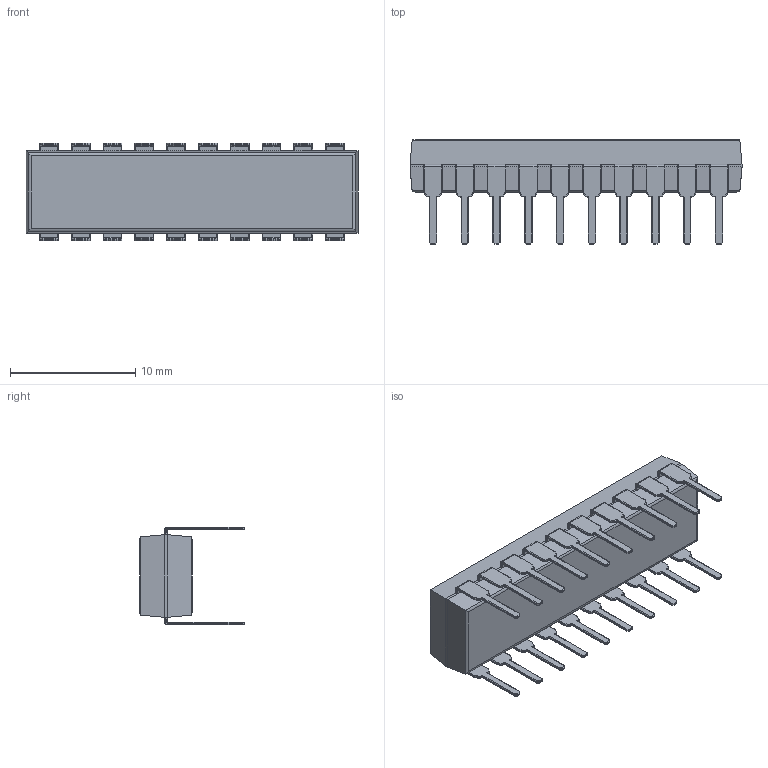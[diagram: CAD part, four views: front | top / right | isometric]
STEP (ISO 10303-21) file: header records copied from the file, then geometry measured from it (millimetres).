
FILE_DESCRIPTION (( 'STEP AP214' ), '1' );
FILE_NAME ('User Library-DIP20.STEP', '2017-03-30T06:06:03', ( 'Windows User' ), ( '' ), 'SwSTEP 2.0', 'SolidWorks 2017', '' );
FILE_SCHEMA (( 'AUTOMOTIVE_DESIGN' ));
Length unit declared in the file: centimetre
Products named in the file (3): User Library-DIP20_Pins Narrow_1; User Library-DIP20_K_X_F6rper DIP20_1; User Library-DIP20
Assembly tree (21 placements, depth 2):
  User Library-DIP20
    User Library-DIP20_K_X_F6rper DIP20_1
    User Library-DIP20_Pins Narrow_1  x20
Bounding box: 26.54 x 8.38 x 7.82 mm (x, y, z)
Volume: 739.2 mm3; surface area: 950.1 mm2
Topology: 21 solids, 21 shells, 1625 faces, 3533 edges, 1790 vertices
Faces by surface type: cylinder 810, bspline 480, plane 335
Entity records: 4384 total; most frequent: CARTESIAN_POINT 900, DIRECTION 479, ORIENTED_EDGE 438, EDGE_CURVE 219, AXIS2_PLACEMENT_3D 179, LINE 121, VECTOR 121, VERTEX_POINT 118
